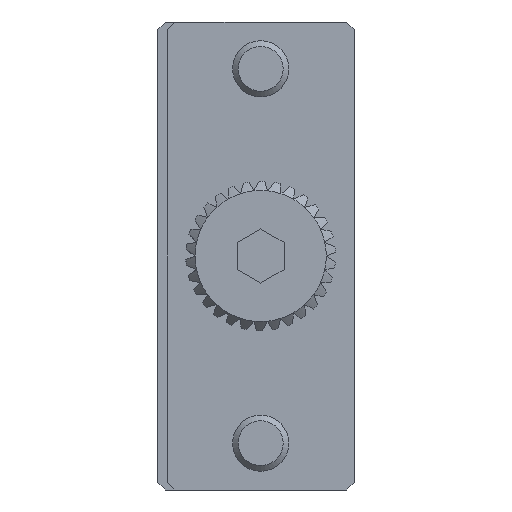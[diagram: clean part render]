
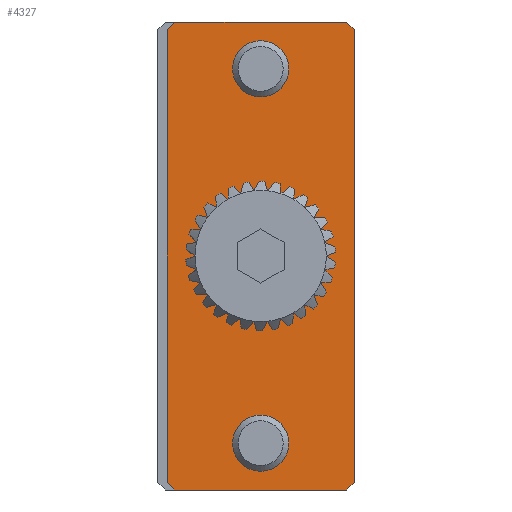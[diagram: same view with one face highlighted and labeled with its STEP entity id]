
A CAD part, left-side view. The second image highlights one B-rep face of the part: STEP entity #4327.
In plain terms, the highlighted planar face has unit normal (-1, 0, 0).
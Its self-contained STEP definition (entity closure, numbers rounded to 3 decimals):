
#9 = CARTESIAN_POINT ( 'NONE',  ( 0., 0., -24.59 ) ) ;
#33 = DIRECTION ( 'NONE',  ( 0., -1., 0. ) ) ;
#69 = CARTESIAN_POINT ( 'NONE',  ( 0., 0., 0. ) ) ;
#87 = AXIS2_PLACEMENT_3D ( 'NONE', #8497, #2309, #989 ) ;
#136 = CARTESIAN_POINT ( 'NONE',  ( 0., 5., -2.5 ) ) ;
#191 = CARTESIAN_POINT ( 'NONE',  ( 0., 10., -0.41 ) ) ;
#296 = VERTEX_POINT ( 'NONE', #7070 ) ;
#325 = VERTEX_POINT ( 'NONE', #4168 ) ;
#368 = VERTEX_POINT ( 'NONE', #409 ) ;
#409 = CARTESIAN_POINT ( 'NONE',  ( 0., 0.41, -25. ) ) ;
#411 = AXIS2_PLACEMENT_3D ( 'NONE', #136, #6559, #7225 ) ;
#564 = EDGE_CURVE ( 'NONE', #7226, #296, #5719, .T. ) ;
#643 = ORIENTED_EDGE ( 'NONE', *, *, #564, .F. ) ;
#658 = LINE ( 'NONE', #5998, #6814 ) ;
#702 = VECTOR ( 'NONE', #8479, 1000. ) ;
#707 = PLANE ( 'NONE',  #3954 ) ;
#780 = LINE ( 'NONE', #69, #4249 ) ;
#840 = CARTESIAN_POINT ( 'NONE',  ( 0., 0.41, 0. ) ) ;
#989 = DIRECTION ( 'NONE',  ( 0., 0., 1. ) ) ;
#1116 = AXIS2_PLACEMENT_3D ( 'NONE', #3843, #5906, #3886 ) ;
#1369 = VECTOR ( 'NONE', #7383, 1000. ) ;
#1404 = CIRCLE ( 'NONE', #411, 1.5 ) ;
#1413 = DIRECTION ( 'NONE',  ( 0., 0., 1. ) ) ;
#1583 = EDGE_CURVE ( 'NONE', #368, #8341, #8346, .T. ) ;
#1901 = FACE_BOUND ( 'NONE', #7957, .T. ) ;
#1961 = CARTESIAN_POINT ( 'NONE',  ( 0., 9.59, -25. ) ) ;
#1986 = FACE_BOUND ( 'NONE', #4982, .T. ) ;
#2067 = DIRECTION ( 'NONE',  ( 0., 0., -1. ) ) ;
#2087 = VECTOR ( 'NONE', #8306, 1000. ) ;
#2133 = DIRECTION ( 'NONE',  ( 0., 0.707, -0.707 ) ) ;
#2284 = ORIENTED_EDGE ( 'NONE', *, *, #3053, .F. ) ;
#2309 = DIRECTION ( 'NONE',  ( -1., 0., 0. ) ) ;
#2311 = ORIENTED_EDGE ( 'NONE', *, *, #1583, .F. ) ;
#2555 = ORIENTED_EDGE ( 'NONE', *, *, #3975, .F. ) ;
#2568 = FACE_OUTER_BOUND ( 'NONE', #2728, .T. ) ;
#2575 = EDGE_CURVE ( 'NONE', #3177, #6012, #4211, .T. ) ;
#2653 = DIRECTION ( 'NONE',  ( 1., 0., 0. ) ) ;
#2728 = EDGE_LOOP ( 'NONE', ( #8891, #8675, #6413, #2311, #2284, #4562, #643, #6977 ) ) ;
#2787 = CARTESIAN_POINT ( 'NONE',  ( 0., 10., -24.59 ) ) ;
#3053 = EDGE_CURVE ( 'NONE', #325, #368, #7713, .T. ) ;
#3177 = VERTEX_POINT ( 'NONE', #8583 ) ;
#3278 = CARTESIAN_POINT ( 'NONE',  ( 0., 9.59, -25. ) ) ;
#3384 = CIRCLE ( 'NONE', #1116, 1.5 ) ;
#3843 = CARTESIAN_POINT ( 'NONE',  ( 0., 5., -12.5 ) ) ;
#3886 = DIRECTION ( 'NONE',  ( 0., 0., 1. ) ) ;
#3954 = AXIS2_PLACEMENT_3D ( 'NONE', #8807, #2653, #2067 ) ;
#3975 = EDGE_CURVE ( 'NONE', #5274, #5274, #4937, .T. ) ;
#4161 = DIRECTION ( 'NONE',  ( 0., 0.707, -0.707 ) ) ;
#4168 = CARTESIAN_POINT ( 'NONE',  ( 0., 0., -24.59 ) ) ;
#4211 = LINE ( 'NONE', #191, #4355 ) ;
#4249 = VECTOR ( 'NONE', #33, 1000. ) ;
#4296 = EDGE_CURVE ( 'NONE', #325, #296, #658, .T. ) ;
#4327 = ADVANCED_FACE ( 'NONE', ( #2568, #1986, #6886, #1901 ), #707, .F. ) ;
#4355 = VECTOR ( 'NONE', #2133, 1000. ) ;
#4383 = EDGE_CURVE ( 'NONE', #7581, #6012, #5324, .T. ) ;
#4562 = ORIENTED_EDGE ( 'NONE', *, *, #4296, .T. ) ;
#4780 = CARTESIAN_POINT ( 'NONE',  ( 0., 0., -25. ) ) ;
#4877 = CARTESIAN_POINT ( 'NONE',  ( 0., 0.41, 0. ) ) ;
#4937 = CIRCLE ( 'NONE', #87, 1.5 ) ;
#4982 = EDGE_LOOP ( 'NONE', ( #2555 ) ) ;
#5274 = VERTEX_POINT ( 'NONE', #7974 ) ;
#5324 = LINE ( 'NONE', #8073, #1369 ) ;
#5402 = DIRECTION ( 'NONE',  ( 0., -0.707, -0.707 ) ) ;
#5665 = VECTOR ( 'NONE', #5402, 1000. ) ;
#5719 = LINE ( 'NONE', #840, #702 ) ;
#5906 = DIRECTION ( 'NONE',  ( -1., 0., 0. ) ) ;
#5922 = EDGE_CURVE ( 'NONE', #7581, #8341, #7503, .T. ) ;
#5998 = CARTESIAN_POINT ( 'NONE',  ( 0., 0., -0.41 ) ) ;
#6012 = VERTEX_POINT ( 'NONE', #7638 ) ;
#6189 = EDGE_LOOP ( 'NONE', ( #8601 ) ) ;
#6327 = CARTESIAN_POINT ( 'NONE',  ( 0., 5., -11. ) ) ;
#6372 = VERTEX_POINT ( 'NONE', #6327 ) ;
#6413 = ORIENTED_EDGE ( 'NONE', *, *, #5922, .T. ) ;
#6454 = EDGE_CURVE ( 'NONE', #3177, #7226, #780, .T. ) ;
#6497 = VECTOR ( 'NONE', #4161, 1000. ) ;
#6559 = DIRECTION ( 'NONE',  ( -1., 0., 0. ) ) ;
#6814 = VECTOR ( 'NONE', #1413, 1000. ) ;
#6886 = FACE_BOUND ( 'NONE', #6189, .T. ) ;
#6977 = ORIENTED_EDGE ( 'NONE', *, *, #6454, .F. ) ;
#7042 = CARTESIAN_POINT ( 'NONE',  ( 0., 5., -1. ) ) ;
#7070 = CARTESIAN_POINT ( 'NONE',  ( 0., 0., -0.41 ) ) ;
#7138 = VERTEX_POINT ( 'NONE', #7042 ) ;
#7225 = DIRECTION ( 'NONE',  ( 0., 0., 1. ) ) ;
#7226 = VERTEX_POINT ( 'NONE', #4877 ) ;
#7383 = DIRECTION ( 'NONE',  ( 0., 0., 1. ) ) ;
#7437 = EDGE_CURVE ( 'NONE', #6372, #6372, #3384, .T. ) ;
#7503 = LINE ( 'NONE', #3278, #5665 ) ;
#7581 = VERTEX_POINT ( 'NONE', #2787 ) ;
#7638 = CARTESIAN_POINT ( 'NONE',  ( 0., 10., -0.41 ) ) ;
#7713 = LINE ( 'NONE', #9, #6497 ) ;
#7721 = EDGE_CURVE ( 'NONE', #7138, #7138, #1404, .T. ) ;
#7957 = EDGE_LOOP ( 'NONE', ( #8630 ) ) ;
#7974 = CARTESIAN_POINT ( 'NONE',  ( 0., 5., -21. ) ) ;
#8073 = CARTESIAN_POINT ( 'NONE',  ( 0., 10., 0. ) ) ;
#8306 = DIRECTION ( 'NONE',  ( 0., 1., 0. ) ) ;
#8341 = VERTEX_POINT ( 'NONE', #1961 ) ;
#8346 = LINE ( 'NONE', #4780, #2087 ) ;
#8479 = DIRECTION ( 'NONE',  ( 0., -0.707, -0.707 ) ) ;
#8497 = CARTESIAN_POINT ( 'NONE',  ( 0., 5., -22.5 ) ) ;
#8583 = CARTESIAN_POINT ( 'NONE',  ( 0., 9.59, 0. ) ) ;
#8601 = ORIENTED_EDGE ( 'NONE', *, *, #7721, .F. ) ;
#8630 = ORIENTED_EDGE ( 'NONE', *, *, #7437, .F. ) ;
#8675 = ORIENTED_EDGE ( 'NONE', *, *, #4383, .F. ) ;
#8807 = CARTESIAN_POINT ( 'NONE',  ( 0., 0., 0. ) ) ;
#8891 = ORIENTED_EDGE ( 'NONE', *, *, #2575, .T. ) ;
